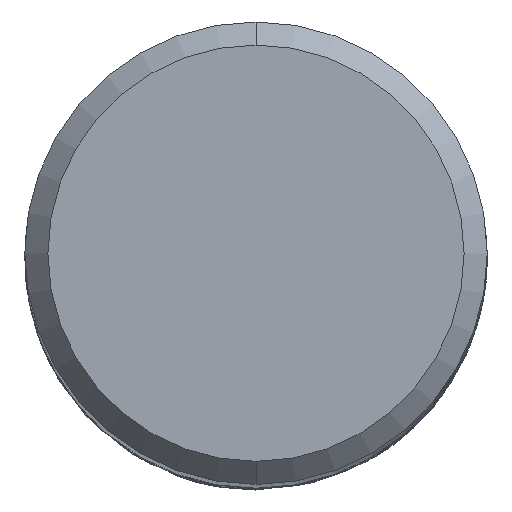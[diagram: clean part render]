
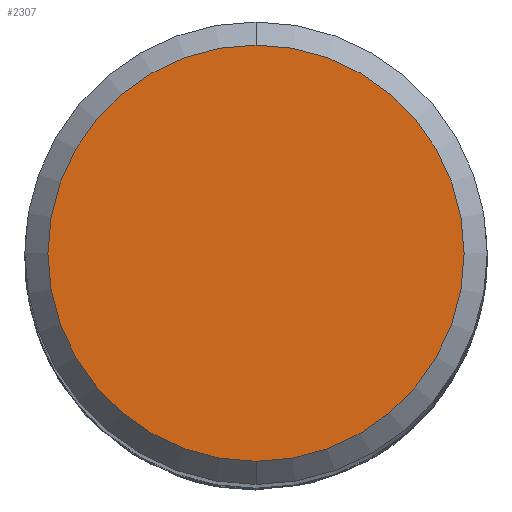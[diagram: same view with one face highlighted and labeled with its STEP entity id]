
A CAD part, top view. The second image highlights one B-rep face of the part: STEP entity #2307.
In plain terms, the highlighted planar face has unit normal (0, 0, 1).
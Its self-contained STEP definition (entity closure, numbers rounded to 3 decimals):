
#1231=VERTEX_POINT('',#3627);
#1873=EDGE_CURVE('',#3585,#1231,#4325,.T.);
#2307=ADVANCED_FACE('',(#4792),#4793,.T.);
#3049=EDGE_CURVE('',#1231,#3585,#5601,.T.);
#3585=VERTEX_POINT('',#6185);
#3627=CARTESIAN_POINT('',(0.,-4.5,0.0));
#4325=CIRCLE('',#11941,4.5);
#4792=FACE_OUTER_BOUND('',#15693,.T.);
#4793=PLANE('',#15694);
#5601=CIRCLE('',#23952,4.5);
#6185=CARTESIAN_POINT('',(0.0,4.5,0.0));
#11941=AXIS2_PLACEMENT_3D('',#30718,#30719,#30720);
#15693=EDGE_LOOP('',(#31153,#31154));
#15694=AXIS2_PLACEMENT_3D('',#31155,#31156,#31157);
#23952=AXIS2_PLACEMENT_3D('',#31994,#31995,#31996);
#30718=CARTESIAN_POINT('',(0.0,0.0,0.0));
#30719=DIRECTION('',(0.0,0.0,-1.0));
#30720=DIRECTION('',(0.0,1.0,0.0));
#31153=ORIENTED_EDGE('',*,*,#1873,.F.);
#31154=ORIENTED_EDGE('',*,*,#3049,.F.);
#31155=CARTESIAN_POINT('',(0.0,2.25,0.0));
#31156=DIRECTION('',(-0.0,0.0,1.0));
#31157=DIRECTION('',(0.0,-1.0,0.0));
#31994=CARTESIAN_POINT('',(0.0,0.0,0.0));
#31995=DIRECTION('',(0.0,0.0,-1.0));
#31996=DIRECTION('',(0.0,1.0,0.0));
